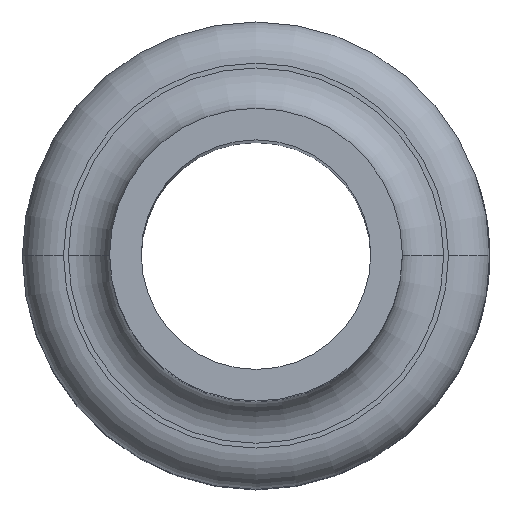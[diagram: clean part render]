
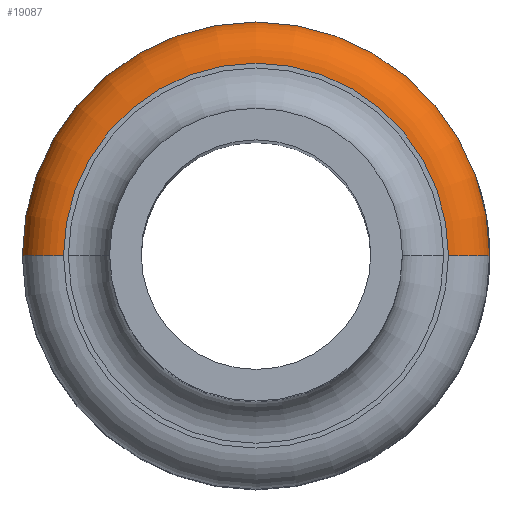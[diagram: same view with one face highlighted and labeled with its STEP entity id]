
A CAD part, top view. The second image highlights one B-rep face of the part: STEP entity #19087.
In plain terms, the highlighted toroidal (fillet/blend) face has major radius 14 mm and minor radius 3 mm.
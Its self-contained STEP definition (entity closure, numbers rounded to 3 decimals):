
#2219 = VERTEX_POINT ( 'NONE', #13380 ) ;
#3692 = AXIS2_PLACEMENT_3D ( 'NONE', #16632, #8678, #24710 ) ;
#4212 = CARTESIAN_POINT ( 'NONE',  ( 0., 0., -43. ) ) ;
#4499 = CIRCLE ( 'NONE', #11710, 14. ) ;
#4540 = CARTESIAN_POINT ( 'NONE',  ( 0., 0., -43. ) ) ;
#7468 = ORIENTED_EDGE ( 'NONE', *, *, #22845, .F. ) ;
#7494 = CIRCLE ( 'NONE', #21473, 3. ) ;
#8405 = CARTESIAN_POINT ( 'NONE',  ( 14., 0., -40. ) ) ;
#8533 = CARTESIAN_POINT ( 'NONE',  ( -14., 0., -43. ) ) ;
#8678 = DIRECTION ( 'NONE',  ( 0., 1., 0. ) ) ;
#9171 = ORIENTED_EDGE ( 'NONE', *, *, #10035, .F. ) ;
#9182 = CARTESIAN_POINT ( 'NONE',  ( -17., 0., -43. ) ) ;
#9486 = AXIS2_PLACEMENT_3D ( 'NONE', #4540, #10135, #26167 ) ;
#10019 = VERTEX_POINT ( 'NONE', #8405 ) ;
#10030 = EDGE_CURVE ( 'NONE', #2219, #14547, #7494, .T. ) ;
#10035 = EDGE_CURVE ( 'NONE', #10019, #2219, #4499, .T. ) ;
#10135 = DIRECTION ( 'NONE',  ( 0., 0., -1. ) ) ;
#10456 = DIRECTION ( 'NONE',  ( 0., 0., -1. ) ) ;
#10501 = AXIS2_PLACEMENT_3D ( 'NONE', #4212, #10456, #12432 ) ;
#10552 = ORIENTED_EDGE ( 'NONE', *, *, #10030, .F. ) ;
#10653 = CARTESIAN_POINT ( 'NONE',  ( 17., 0., -43. ) ) ;
#11673 = VERTEX_POINT ( 'NONE', #10653 ) ;
#11710 = AXIS2_PLACEMENT_3D ( 'NONE', #14370, #16617, #16495 ) ;
#12432 = DIRECTION ( 'NONE',  ( -1., 0., 0. ) ) ;
#13006 = CIRCLE ( 'NONE', #3692, 3. ) ;
#13380 = CARTESIAN_POINT ( 'NONE',  ( -14., 0., -40. ) ) ;
#14370 = CARTESIAN_POINT ( 'NONE',  ( 0., 0., -40. ) ) ;
#14547 = VERTEX_POINT ( 'NONE', #9182 ) ;
#16223 = DIRECTION ( 'NONE',  ( 0., -1., 0. ) ) ;
#16495 = DIRECTION ( 'NONE',  ( -1., 0., 0. ) ) ;
#16617 = DIRECTION ( 'NONE',  ( 0., 0., 1. ) ) ;
#16632 = CARTESIAN_POINT ( 'NONE',  ( 14., 0., -43. ) ) ;
#17508 = EDGE_CURVE ( 'NONE', #10019, #11673, #13006, .T. ) ;
#18380 = CIRCLE ( 'NONE', #9486, 17. ) ;
#19087 = ADVANCED_FACE ( 'NONE', ( #26219 ), #21930, .T. ) ;
#21473 = AXIS2_PLACEMENT_3D ( 'NONE', #8533, #16223, #24297 ) ;
#21930 = TOROIDAL_SURFACE ( 'NONE', #10501, 14., 3. ) ;
#22845 = EDGE_CURVE ( 'NONE', #14547, #11673, #18380, .T. ) ;
#23684 = ORIENTED_EDGE ( 'NONE', *, *, #17508, .T. ) ;
#24297 = DIRECTION ( 'NONE',  ( 0., 0., -1. ) ) ;
#24710 = DIRECTION ( 'NONE',  ( -1., 0., 0. ) ) ;
#25982 = EDGE_LOOP ( 'NONE', ( #9171, #23684, #7468, #10552 ) ) ;
#26167 = DIRECTION ( 'NONE',  ( -1., 0., 0. ) ) ;
#26219 = FACE_OUTER_BOUND ( 'NONE', #25982, .T. ) ;
